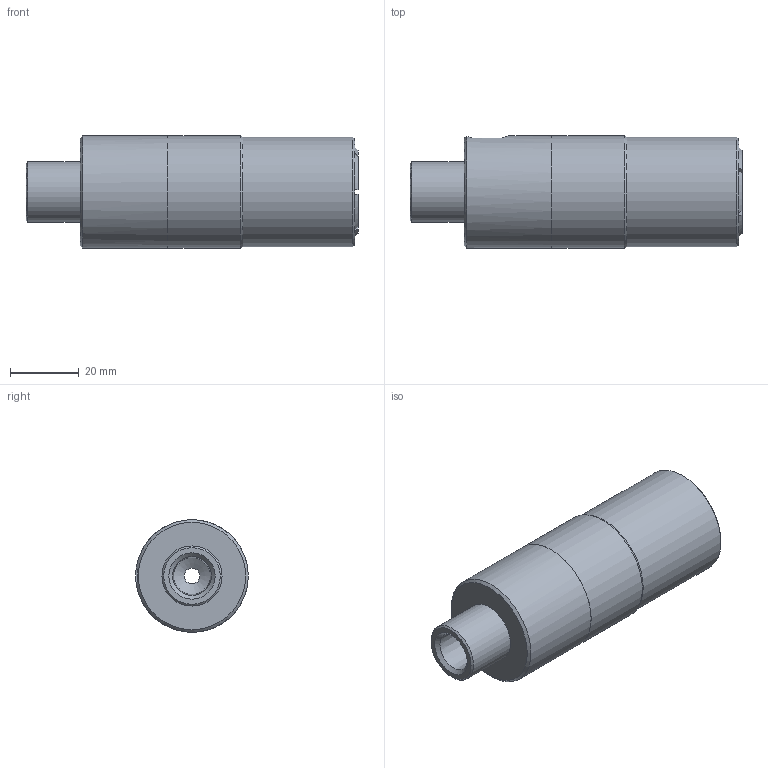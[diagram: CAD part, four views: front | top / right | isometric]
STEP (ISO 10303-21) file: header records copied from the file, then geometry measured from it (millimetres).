
FILE_DESCRIPTION(/* description */ (''),/* implementation_level */ '2;1');
FILE_NAME(/* name */ 'FXP041041.stp',/* time_stamp */ '2020-04-06T14:53:41-05:00',/* author */ ('scott.gulden'),/* organization */ ('FasTest,Inc.'),/* preprocessor_version */ 'ST-DEVELOPER v17.2',/* originating_system */ 'Autodesk Inventor 2019',/* authorisation */ '');
FILE_SCHEMA (('AUTOMOTIVE_DESIGN { 1 0 10303 214 3 1 1 }'));
Length unit declared in the file: inch
Products named in the file (1): FXP041041
Bounding box: 96.62 x 32.77 x 32.77 mm (x, y, z)
Volume: 64954.2 mm3; surface area: 15688.6 mm2
Topology: 1 solids, 1 shells, 106 faces, 298 edges, 202 vertices
Faces by surface type: plane 38, cone 36, cylinder 22, torus 10
Full cylindrical faces by diameter (mm): 4.572 x1, 8.433 x1, 10.719 x1, 11.049 x2, 17.475 x1, 17.78 x1, 18.466 x1, 26.772 x1, 26.924 x1, 27.051 x1, 31.877 x1, 32.766 x2
Entity records: 3619 total; most frequent: CARTESIAN_POINT 844, ORIENTED_EDGE 596, DIRECTION 592, EDGE_CURVE 298, AXIS2_PLACEMENT_3D 252, VERTEX_POINT 202, CIRCLE 145, EDGE_LOOP 119
